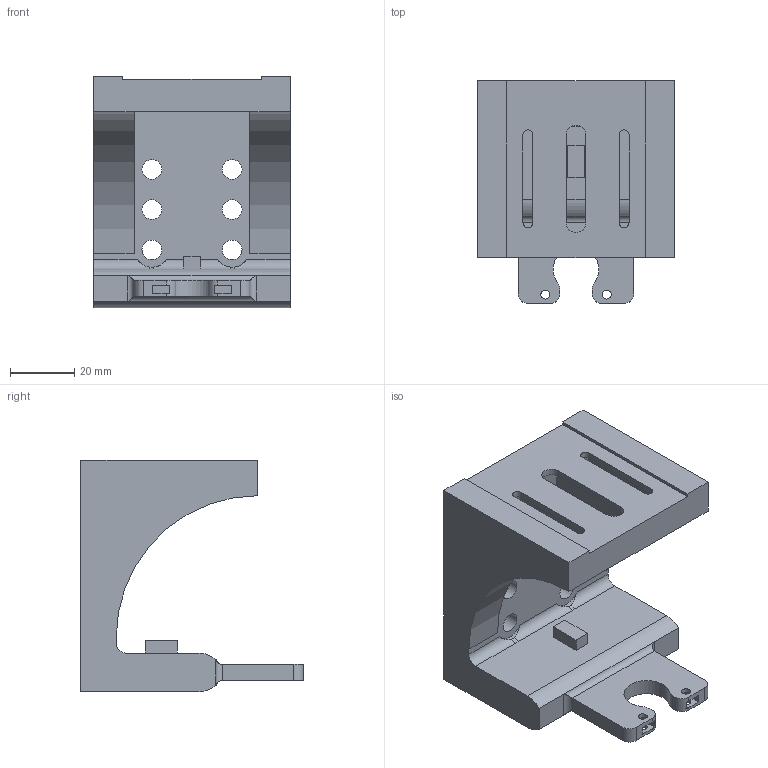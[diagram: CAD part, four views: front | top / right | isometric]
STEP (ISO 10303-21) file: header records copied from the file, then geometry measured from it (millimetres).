
FILE_DESCRIPTION(('FreeCAD Model'),'2;1');
FILE_NAME('Open CASCADE Shape Model','2023-12-06T14:40:10',(''),(''), 'Open CASCADE STEP processor 7.6','FreeCAD','Unknown');
FILE_SCHEMA(('AUTOMOTIVE_DESIGN { 1 0 10303 214 1 1 1 1 }'));
Length unit declared in the file: millimetre
Products named in the file (1): headholder_new
Bounding box: 61.2 x 69.1 x 71.96 mm (x, y, z)
Volume: 104003 mm3; surface area: 28253.3 mm2
Topology: 1 solids, 1 shells, 105 faces, 322 edges, 222 vertices
Faces by surface type: plane 67, cylinder 36, bspline 2
Full cylindrical faces by diameter (mm): 2.8 x4, 6.1 x6
Entity records: 3836 total; most frequent: CARTESIAN_POINT 790, ORIENTED_EDGE 644, DIRECTION 616, EDGE_CURVE 322, VERTEX_POINT 222, LINE 212, VECTOR 212, AXIS2_PLACEMENT_3D 202
